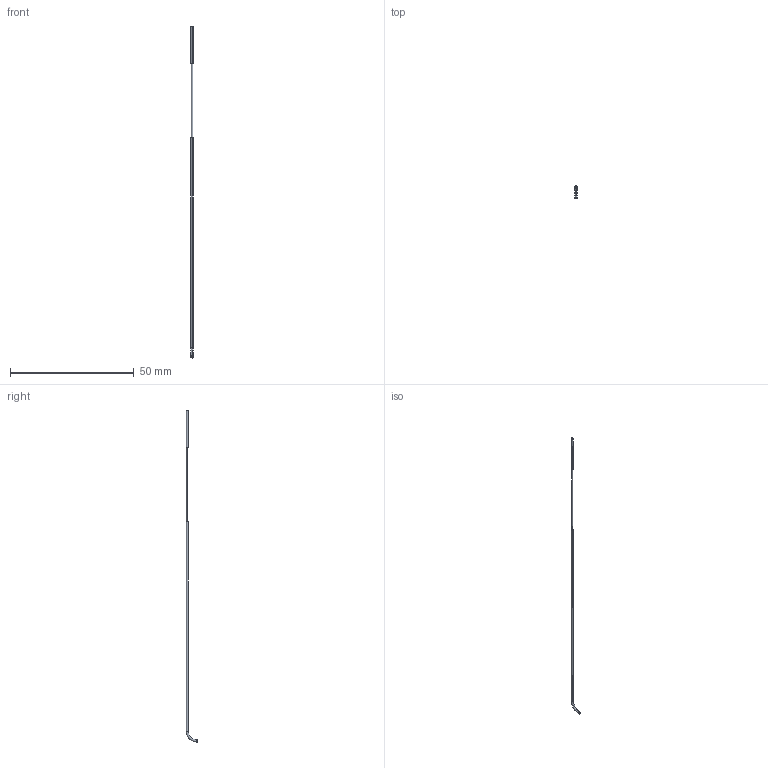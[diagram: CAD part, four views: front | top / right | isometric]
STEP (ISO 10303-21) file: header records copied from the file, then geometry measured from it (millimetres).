
FILE_DESCRIPTION((''),'2;1');
FILE_NAME('192764_ASM','2017-11-16T',('pdmadmin'),('BANNER ENGINEERING'),'CREO PARAMETRIC BY PTC INC, 2016260','CREO PARAMETRIC BY PTC INC, 2016260','');
FILE_SCHEMA(('CONFIG_CONTROL_DESIGN'));
Length unit declared in the file: inch
Products named in the file (6): 14958_AF0; 14278_AF0; 15688_AF0; FIBER_CORE_-25_010_AF2; 27151_ASM; 192764_ASM
Assembly tree (5 placements, depth 3):
  192764_ASM
    27151_ASM
      14958_AF0
      14278_AF0
      15688_AF0
      FIBER_CORE_-25_010_AF2
Bounding box: 0.91 x 4.83 x 134.1 mm (x, y, z)
Volume: 47 mm3; surface area: 692.5 mm2
Topology: 5 solids, 5 shells, 34 faces, 64 edges, 40 vertices
Faces by surface type: cylinder 20, plane 10, torus 4
Entity records: 1051 total; most frequent: DIRECTION 206, CARTESIAN_POINT 153, ORIENTED_EDGE 128, AXIS2_PLACEMENT_3D 93, EDGE_CURVE 64, CIRCLE 44, VERTEX_POINT 40, EDGE_LOOP 40
